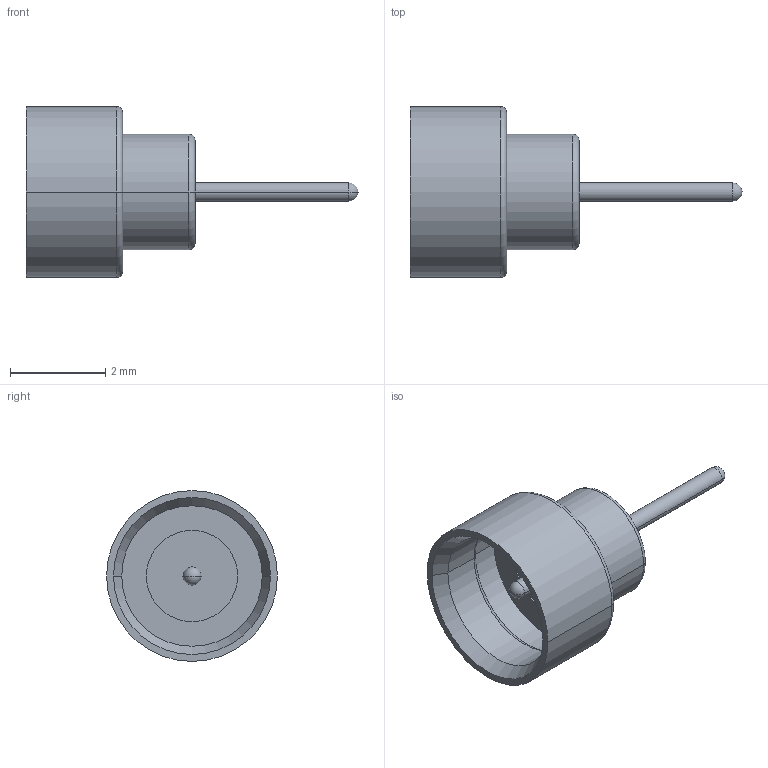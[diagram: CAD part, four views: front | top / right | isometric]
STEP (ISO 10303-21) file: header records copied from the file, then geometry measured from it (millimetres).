
FILE_DESCRIPTION (( 'STEP AP203' ), '1' );
FILE_NAME ('SC5292.step', '2018-09-05T18:37:56', ( '' ), ( '' ), 'SwSTEP 2.0', 'SolidWorks 2017', '' );
FILE_SCHEMA (( 'CONFIG_CONTROL_DESIGN' ));
Length unit declared in the file: inch
Products named in the file (1): SC5292
Bounding box: 6.99 x 3.59 x 3.59 mm (x, y, z)
Volume: 15.3 mm3; surface area: 75.6 mm2
Topology: 1 solids, 1 shells, 34 faces, 74 edges, 44 vertices
Faces by surface type: cylinder 16, plane 6, sphere 4, torus 4, cone 4
Entity records: 959 total; most frequent: DIRECTION 182, CARTESIAN_POINT 141, ORIENTED_EDGE 132, AXIS2_PLACEMENT_3D 81, EDGE_CURVE 66, CIRCLE 46, EDGE_LOOP 40, VERTEX_POINT 40
